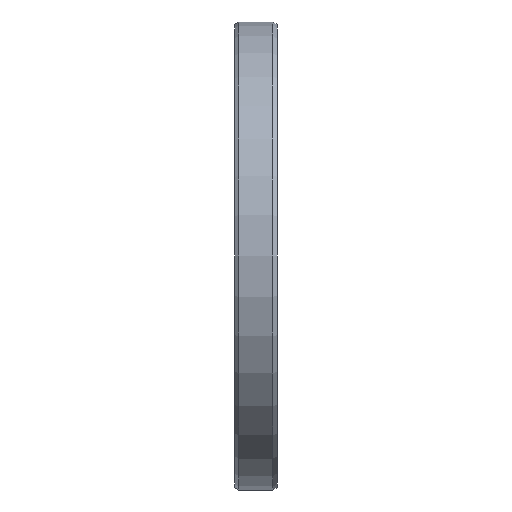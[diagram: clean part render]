
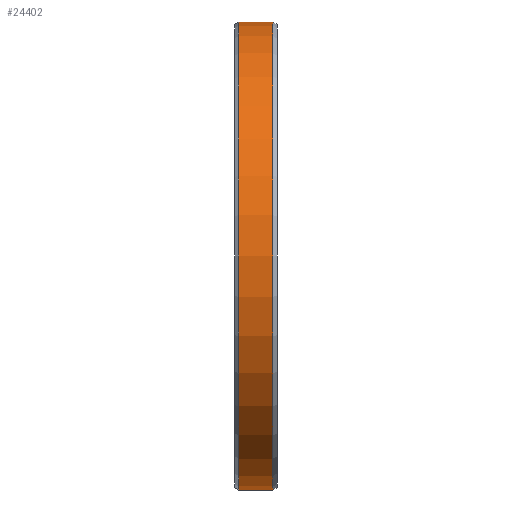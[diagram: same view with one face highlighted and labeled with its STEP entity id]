
A CAD part, left-side view. The second image highlights one B-rep face of the part: STEP entity #24402.
In plain terms, the highlighted cylindrical face has radius 55 mm (diameter 110 mm), a partial arc.
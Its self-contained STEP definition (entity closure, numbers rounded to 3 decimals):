
#23712=DIRECTION('',(0.,1.,0.));
#23713=VECTOR('',#23712,8.);
#23714=CARTESIAN_POINT('',(0.,-4.,-55.));
#23715=LINE('',#23714,#23713);
#23719=DIRECTION('',(0.,1.,0.));
#23720=VECTOR('',#23719,8.);
#23721=CARTESIAN_POINT('',(0.,-4.,55.));
#23722=LINE('',#23721,#23720);
#23726=CARTESIAN_POINT('',(0.,-4.,0.));
#23727=DIRECTION('',(0.,1.,0.));
#23728=DIRECTION('',(0.,0.,-1.));
#23729=AXIS2_PLACEMENT_3D('',#23726,#23727,#23728);
#23764=CARTESIAN_POINT('',(0.,4.,0.));
#23765=DIRECTION('',(0.,1.,0.));
#23766=DIRECTION('',(0.,0.,-1.));
#23767=AXIS2_PLACEMENT_3D('',#23764,#23765,#23766);
#23797=CARTESIAN_POINT('',(0.,-4.,-55.));
#23799=VERTEX_POINT('',#23797);
#23800=CARTESIAN_POINT('',(0.,4.,-55.));
#23801=VERTEX_POINT('',#23800);
#23829=CARTESIAN_POINT('',(0.,-4.,55.));
#23831=VERTEX_POINT('',#23829);
#23832=CARTESIAN_POINT('',(0.,4.,55.));
#23833=VERTEX_POINT('',#23832);
#24388=CARTESIAN_POINT('',(0.,57.772,0.));
#24389=DIRECTION('',(0.,-1.,0.));
#24390=DIRECTION('',(0.,0.,1.));
#24391=AXIS2_PLACEMENT_3D('',#24388,#24389,#24390);
#24392=CYLINDRICAL_SURFACE('',#24391,55.);
#24394=ORIENTED_EDGE('',*,*,#24393,.T.);
#24396=ORIENTED_EDGE('',*,*,#24395,.T.);
#24398=ORIENTED_EDGE('',*,*,#24397,.F.);
#24399=ORIENTED_EDGE('',*,*,#24374,.F.);
#24400=EDGE_LOOP('',(#24394,#24396,#24398,#24399));
#24401=FACE_OUTER_BOUND('',#24400,.F.);
#23730=CIRCLE('',#23729,55.);
#23768=CIRCLE('',#23767,55.);
#24374=EDGE_CURVE('',#23799,#23831,#23730,.T.);
#24393=EDGE_CURVE('',#23799,#23801,#23715,.T.);
#24395=EDGE_CURVE('',#23801,#23833,#23768,.T.);
#24397=EDGE_CURVE('',#23831,#23833,#23722,.T.);
#24402=ADVANCED_FACE('',(#24401),#24392,.T.);
